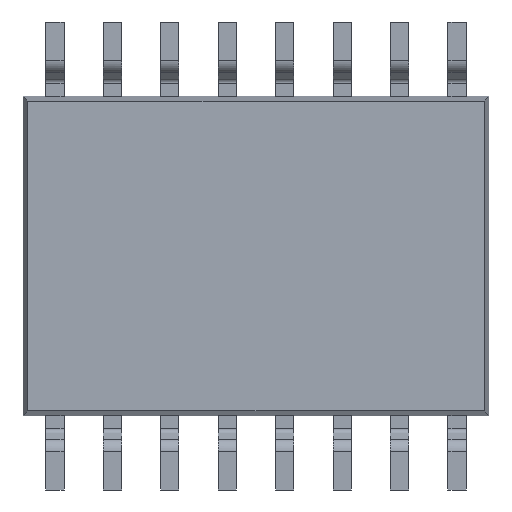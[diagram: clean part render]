
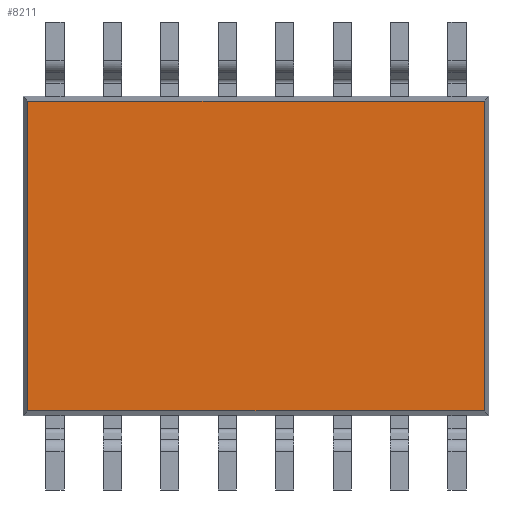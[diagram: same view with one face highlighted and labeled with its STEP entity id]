
A CAD part, front view. The second image highlights one B-rep face of the part: STEP entity #8211.
In plain terms, the highlighted planar face has unit normal (0, -1, 0).
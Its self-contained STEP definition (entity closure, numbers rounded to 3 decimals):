
#187 = VECTOR ( 'NONE', #12729, 1000. ) ;
#549 = DIRECTION ( 'NONE',  ( 0., 1., 0. ) ) ;
#1677 = DIRECTION ( 'NONE',  ( 0., 0., -1. ) ) ;
#2197 = CARTESIAN_POINT ( 'NONE',  ( 5.044, 0.147, 3.422 ) ) ;
#2326 = LINE ( 'NONE', #19909, #2625 ) ;
#2625 = VECTOR ( 'NONE', #2917, 1000. ) ;
#2917 = DIRECTION ( 'NONE',  ( -1., 0., 0. ) ) ;
#3080 = FACE_OUTER_BOUND ( 'NONE', #5587, .T. ) ;
#3182 = ORIENTED_EDGE ( 'NONE', *, *, #20285, .F. ) ;
#3429 = LINE ( 'NONE', #15654, #13986 ) ;
#3430 = CARTESIAN_POINT ( 'NONE',  ( 5.044, 0.147, -3.422 ) ) ;
#4523 = VERTEX_POINT ( 'NONE', #2197 ) ;
#5587 = EDGE_LOOP ( 'NONE', ( #8713, #21354, #22158, #3182 ) ) ;
#5622 = PLANE ( 'NONE',  #21063 ) ;
#5827 = CARTESIAN_POINT ( 'NONE',  ( -5.053, 0.15, 3.53 ) ) ;
#6797 = VERTEX_POINT ( 'NONE', #20474 ) ;
#6910 = EDGE_CURVE ( 'NONE', #14435, #6797, #2326, .T. ) ;
#7052 = EDGE_CURVE ( 'NONE', #12694, #4523, #3429, .T. ) ;
#8211 = ADVANCED_FACE ( 'NONE', ( #3080 ), #5622, .F. ) ;
#8713 = ORIENTED_EDGE ( 'NONE', *, *, #7052, .F. ) ;
#10667 = CARTESIAN_POINT ( 'NONE',  ( 5.053, 0.15, 3.53 ) ) ;
#10765 = LINE ( 'NONE', #5827, #187 ) ;
#10955 = CARTESIAN_POINT ( 'NONE',  ( 0., 0.15, 0. ) ) ;
#11773 = LINE ( 'NONE', #10667, #15927 ) ;
#12694 = VERTEX_POINT ( 'NONE', #22148 ) ;
#12729 = DIRECTION ( 'NONE',  ( 0., 0., 1. ) ) ;
#13986 = VECTOR ( 'NONE', #17425, 1000. ) ;
#14435 = VERTEX_POINT ( 'NONE', #3430 ) ;
#15654 = CARTESIAN_POINT ( 'NONE',  ( 5.15, 0.15, 3.433 ) ) ;
#15927 = VECTOR ( 'NONE', #1677, 1000. ) ;
#17425 = DIRECTION ( 'NONE',  ( 1., 0., 0. ) ) ;
#18621 = EDGE_CURVE ( 'NONE', #6797, #12694, #10765, .T. ) ;
#19809 = DIRECTION ( 'NONE',  ( 0., 0., 1. ) ) ;
#19909 = CARTESIAN_POINT ( 'NONE',  ( 5.15, 0.15, -3.433 ) ) ;
#20285 = EDGE_CURVE ( 'NONE', #4523, #14435, #11773, .T. ) ;
#20474 = CARTESIAN_POINT ( 'NONE',  ( -5.044, 0.147, -3.422 ) ) ;
#21063 = AXIS2_PLACEMENT_3D ( 'NONE', #10955, #549, #19809 ) ;
#21354 = ORIENTED_EDGE ( 'NONE', *, *, #18621, .F. ) ;
#22148 = CARTESIAN_POINT ( 'NONE',  ( -5.042, 0.147, 3.424 ) ) ;
#22158 = ORIENTED_EDGE ( 'NONE', *, *, #6910, .F. ) ;
